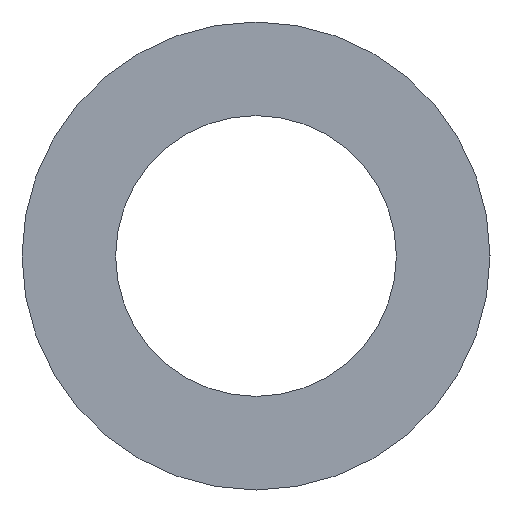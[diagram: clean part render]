
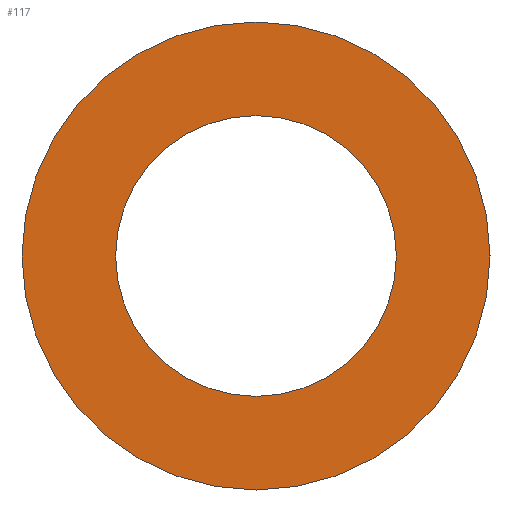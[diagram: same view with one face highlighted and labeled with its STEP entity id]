
A CAD part, left-side view. The second image highlights one B-rep face of the part: STEP entity #117.
In plain terms, the highlighted planar face has unit normal (-1, 0, 0).
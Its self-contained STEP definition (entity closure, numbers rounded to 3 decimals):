
#2 = DIRECTION ( 'NONE',  ( 0., 0., -1. ) ) ;
#5 = CARTESIAN_POINT ( 'NONE',  ( -0.55, 0., 4.2 ) ) ;
#7 = CARTESIAN_POINT ( 'NONE',  ( -0.55, 0., 0. ) ) ;
#8 = CARTESIAN_POINT ( 'NONE',  ( -0.55, 0., 0. ) ) ;
#10 = EDGE_LOOP ( 'NONE', ( #172, #111 ) ) ;
#13 = AXIS2_PLACEMENT_3D ( 'NONE', #72, #193, #170 ) ;
#22 = DIRECTION ( 'NONE',  ( 1., 0., 0. ) ) ;
#47 = EDGE_CURVE ( 'NONE', #141, #134, #175, .T. ) ;
#50 = CARTESIAN_POINT ( 'NONE',  ( -0.55, 0., 0. ) ) ;
#52 = DIRECTION ( 'NONE',  ( 0., 0., 1. ) ) ;
#61 = ORIENTED_EDGE ( 'NONE', *, *, #191, .T. ) ;
#62 = CARTESIAN_POINT ( 'NONE',  ( -0.55, 0., 7. ) ) ;
#69 = CIRCLE ( 'NONE', #207, 7. ) ;
#72 = CARTESIAN_POINT ( 'NONE',  ( -0.55, 0., 0. ) ) ;
#79 = PLANE ( 'NONE',  #124 ) ;
#84 = CARTESIAN_POINT ( 'NONE',  ( -0.55, 0., -7. ) ) ;
#90 = CIRCLE ( 'NONE', #197, 4.2 ) ;
#99 = VERTEX_POINT ( 'NONE', #158 ) ;
#100 = ORIENTED_EDGE ( 'NONE', *, *, #180, .T. ) ;
#105 = CIRCLE ( 'NONE', #200, 4.2 ) ;
#111 = ORIENTED_EDGE ( 'NONE', *, *, #214, .F. ) ;
#117 = ADVANCED_FACE ( 'NONE', ( #199, #159 ), #79, .T. ) ;
#124 = AXIS2_PLACEMENT_3D ( 'NONE', #202, #150, #52 ) ;
#127 = EDGE_LOOP ( 'NONE', ( #61, #100 ) ) ;
#128 = VERTEX_POINT ( 'NONE', #5 ) ;
#129 = DIRECTION ( 'NONE',  ( 0., 0., -1. ) ) ;
#134 = VERTEX_POINT ( 'NONE', #62 ) ;
#141 = VERTEX_POINT ( 'NONE', #84 ) ;
#150 = DIRECTION ( 'NONE',  ( -1., 0., 0. ) ) ;
#158 = CARTESIAN_POINT ( 'NONE',  ( -0.55, 0., -4.2 ) ) ;
#159 = FACE_OUTER_BOUND ( 'NONE', #10, .T. ) ;
#170 = DIRECTION ( 'NONE',  ( 0., 0., -1. ) ) ;
#172 = ORIENTED_EDGE ( 'NONE', *, *, #47, .F. ) ;
#175 = CIRCLE ( 'NONE', #13, 7. ) ;
#180 = EDGE_CURVE ( 'NONE', #128, #99, #105, .T. ) ;
#182 = DIRECTION ( 'NONE',  ( 1., 0., 0. ) ) ;
#185 = DIRECTION ( 'NONE',  ( 0., 0., -1. ) ) ;
#191 = EDGE_CURVE ( 'NONE', #99, #128, #90, .T. ) ;
#193 = DIRECTION ( 'NONE',  ( 1., 0., 0. ) ) ;
#197 = AXIS2_PLACEMENT_3D ( 'NONE', #50, #205, #2 ) ;
#199 = FACE_BOUND ( 'NONE', #127, .T. ) ;
#200 = AXIS2_PLACEMENT_3D ( 'NONE', #7, #182, #185 ) ;
#202 = CARTESIAN_POINT ( 'NONE',  ( -0.55, 7., 0. ) ) ;
#205 = DIRECTION ( 'NONE',  ( 1., 0., 0. ) ) ;
#207 = AXIS2_PLACEMENT_3D ( 'NONE', #8, #22, #129 ) ;
#214 = EDGE_CURVE ( 'NONE', #134, #141, #69, .T. ) ;
